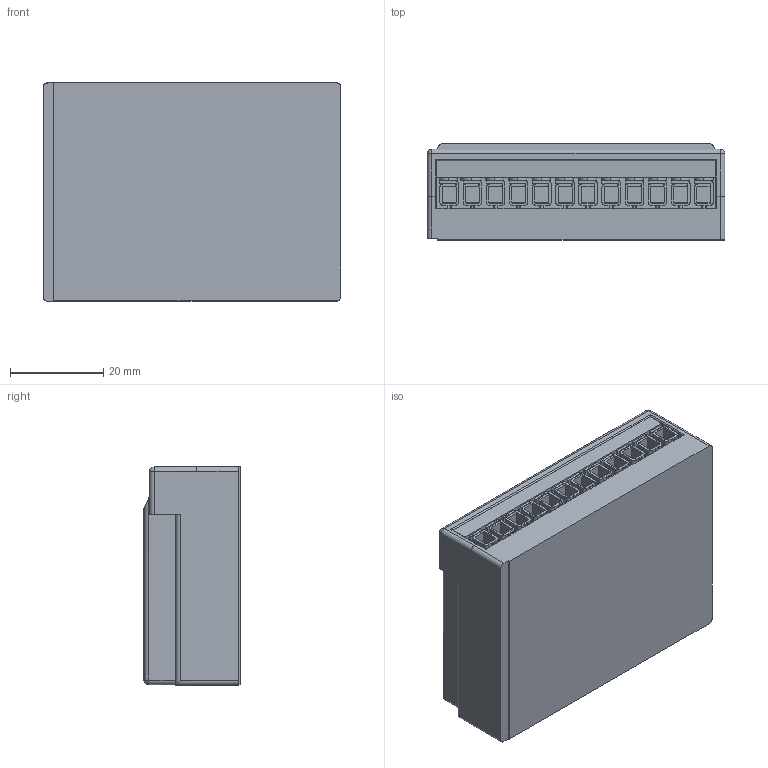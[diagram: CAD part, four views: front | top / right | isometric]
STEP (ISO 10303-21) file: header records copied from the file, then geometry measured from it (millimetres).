
FILE_DESCRIPTION (( 'STEP AP214' ), '1' );
FILE_NAME ('CFW300-IODR.STEP', '2018-09-25T23:14:54', ( '' ), ( '' ), 'SwSTEP 2.0', 'SolidWorks 2017', '' );
FILE_SCHEMA (( 'AUTOMOTIVE_DESIGN' ));
Length unit declared in the file: inch
Products named in the file (1): CFW300-IODR
Bounding box: 64 x 20.64 x 47.09 mm (x, y, z)
Volume: 58055.5 mm3; surface area: 15409.4 mm2
Topology: 13 solids, 13 shells, 1761 faces, 4736 edges, 3141 vertices
Faces by surface type: plane 1006, bspline 532, cylinder 195, torus 24, sphere 4
Entity records: 93652 total; most frequent: CARTESIAN_POINT 39722, ORIENTED_EDGE 9464, DIRECTION 6386, EDGE_CURVE 4732, VERTEX_POINT 3141, VECTOR 3040, LINE 3040, EDGE_LOOP 1905
